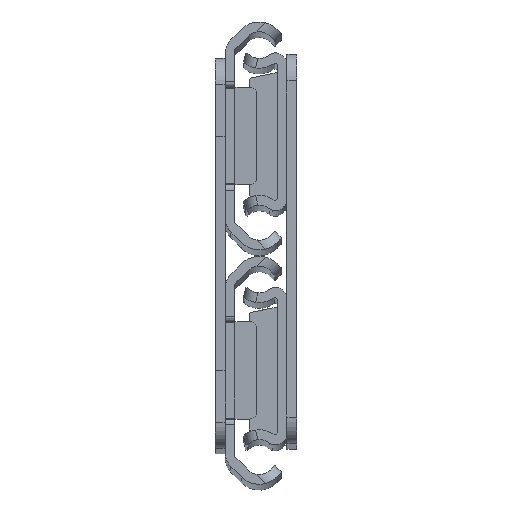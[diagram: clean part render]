
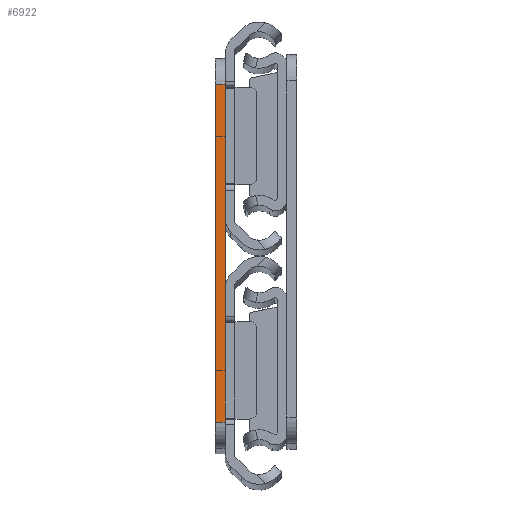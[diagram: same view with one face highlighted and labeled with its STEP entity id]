
A CAD part, top view. The second image highlights one B-rep face of the part: STEP entity #6922.
In plain terms, the highlighted planar face has unit normal (0, 0, 1).
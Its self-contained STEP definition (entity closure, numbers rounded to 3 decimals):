
#190 = ORIENTED_EDGE ( 'NONE', *, *, #6459, .F. ) ;
#330 = EDGE_CURVE ( 'NONE', #1969, #7298, #1790, .T. ) ;
#435 = EDGE_LOOP ( 'NONE', ( #4210, #7118, #190, #1836 ) ) ;
#894 = LINE ( 'NONE', #1398, #7266 ) ;
#1132 = DIRECTION ( 'NONE',  ( 0., 0., 1. ) ) ;
#1296 = CARTESIAN_POINT ( 'NONE',  ( -1.5, 0., 0. ) ) ;
#1353 = LINE ( 'NONE', #6956, #4496 ) ;
#1398 = CARTESIAN_POINT ( 'NONE',  ( -1.5, -26., 0. ) ) ;
#1660 = CARTESIAN_POINT ( 'NONE',  ( -1.5, 26., 0. ) ) ;
#1790 = LINE ( 'NONE', #1660, #6676 ) ;
#1836 = ORIENTED_EDGE ( 'NONE', *, *, #330, .T. ) ;
#1969 = VERTEX_POINT ( 'NONE', #8181 ) ;
#2429 = DIRECTION ( 'NONE',  ( 0., -1., 0. ) ) ;
#2647 = DIRECTION ( 'NONE',  ( 1., 0., 0. ) ) ;
#3619 = DIRECTION ( 'NONE',  ( -1., 0., 0. ) ) ;
#3835 = DIRECTION ( 'NONE',  ( 1., 0., 0. ) ) ;
#3863 = CARTESIAN_POINT ( 'NONE',  ( 0., -26., 0. ) ) ;
#3997 = CARTESIAN_POINT ( 'NONE',  ( -1.5, -26., 0. ) ) ;
#4210 = ORIENTED_EDGE ( 'NONE', *, *, #7269, .T. ) ;
#4357 = VECTOR ( 'NONE', #2429, 1000. ) ;
#4362 = AXIS2_PLACEMENT_3D ( 'NONE', #1296, #1132, #3835 ) ;
#4496 = VECTOR ( 'NONE', #6401, 1000. ) ;
#4794 = VERTEX_POINT ( 'NONE', #3997 ) ;
#4966 = PLANE ( 'NONE',  #4362 ) ;
#5113 = VERTEX_POINT ( 'NONE', #3863 ) ;
#5272 = EDGE_CURVE ( 'NONE', #4794, #5113, #894, .T. ) ;
#5823 = CARTESIAN_POINT ( 'NONE',  ( -1.5, 26., 0. ) ) ;
#6314 = CARTESIAN_POINT ( 'NONE',  ( 0., 0., 0. ) ) ;
#6401 = DIRECTION ( 'NONE',  ( 0., -1., 0. ) ) ;
#6459 = EDGE_CURVE ( 'NONE', #1969, #5113, #7030, .T. ) ;
#6676 = VECTOR ( 'NONE', #3619, 1000. ) ;
#6922 = ADVANCED_FACE ( 'NONE', ( #7643 ), #4966, .T. ) ;
#6956 = CARTESIAN_POINT ( 'NONE',  ( -1.5, 0., 0. ) ) ;
#7030 = LINE ( 'NONE', #6314, #4357 ) ;
#7118 = ORIENTED_EDGE ( 'NONE', *, *, #5272, .T. ) ;
#7266 = VECTOR ( 'NONE', #2647, 1000. ) ;
#7269 = EDGE_CURVE ( 'NONE', #7298, #4794, #1353, .T. ) ;
#7298 = VERTEX_POINT ( 'NONE', #5823 ) ;
#7643 = FACE_OUTER_BOUND ( 'NONE', #435, .T. ) ;
#8181 = CARTESIAN_POINT ( 'NONE',  ( 0., 26., 0. ) ) ;
